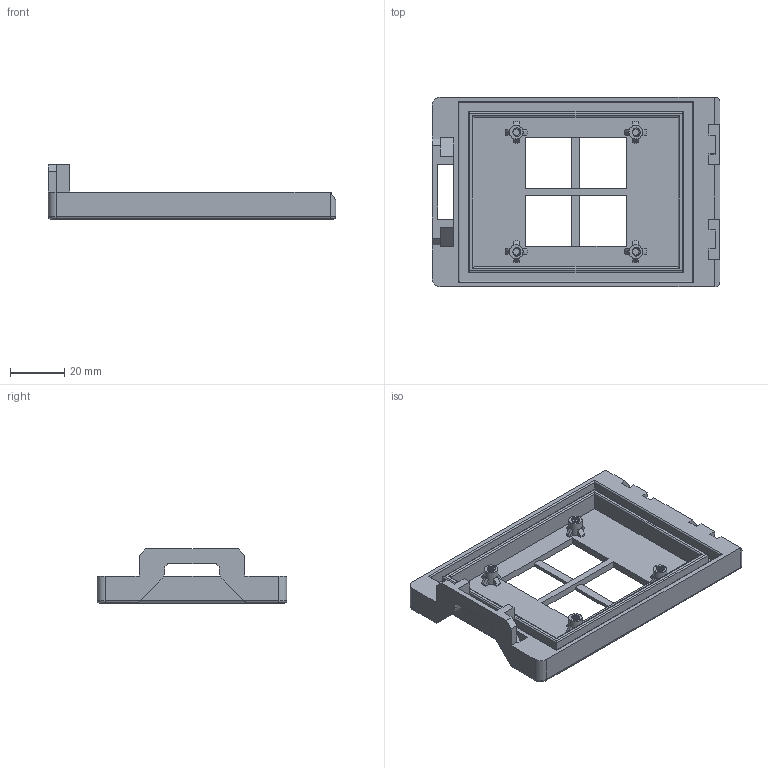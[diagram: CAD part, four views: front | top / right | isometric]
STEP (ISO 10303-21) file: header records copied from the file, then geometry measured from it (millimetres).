
FILE_DESCRIPTION (( 'STEP AP214' ), '1' );
FILE_NAME ('06_Nap.stp', '2020-02-06T04:14:32', ( '' ), ( '' ), 'SwSTEP 2.0', 'SolidWorks 2019', '' );
FILE_SCHEMA (( 'AUTOMOTIVE_DESIGN' ));
Length unit declared in the file: millimetre
Products named in the file (1): 06_Nap
Bounding box: 106 x 70 x 20 mm (x, y, z)
Volume: 33571.3 mm3; surface area: 22568.1 mm2
Topology: 1 solids, 1 shells, 284 faces, 783 edges, 509 vertices
Faces by surface type: plane 140, cylinder 104, cone 20, bspline 16, torus 4
Entity records: 13586 total; most frequent: CARTESIAN_POINT 6742, ORIENTED_EDGE 1566, DIRECTION 1264, EDGE_CURVE 783, VERTEX_POINT 509, VECTOR 462, LINE 462, AXIS2_PLACEMENT_3D 401
